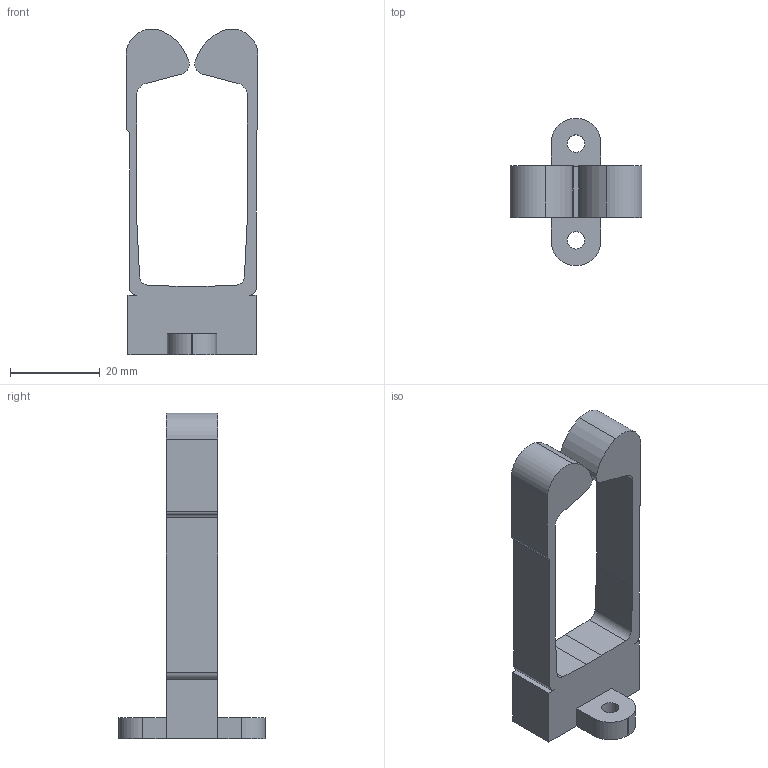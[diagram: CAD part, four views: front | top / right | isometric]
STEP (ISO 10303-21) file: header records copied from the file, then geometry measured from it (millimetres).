
FILE_DESCRIPTION(/* description */ (''),/* implementation_level */ '2;1');
FILE_NAME(/* name */ 'G01204NS_00__specification__G01204NS_DI_GI1204NS_00A___stp.stp',/* time_stamp */ '2016-03-31T15:46:12-04:00',/* author */ (''),/* organization */ (''),/* preprocessor_version */ 'ST-DEVELOPER v15',/* originating_system */ 'SIEMENS PLM Software NX 8.5',/* authorisation */ '');
FILE_SCHEMA (('AP203_CONFIGURATION_CONTROLLED_3D_DESIGN_OF_MECHANICAL_PARTS_AND_ASSEMBLIES_MIM_LF { 1 0 10303 403 2 1 2}'));
Length unit declared in the file: inch
Products named in the file (1): dfa360C13D8wxw2
Bounding box: 29.43 x 32.77 x 72.75 mm (x, y, z)
Volume: 11171.1 mm3; surface area: 6416.1 mm2
Topology: 1 solids, 1 shells, 50 faces, 144 edges, 96 vertices
Faces by surface type: plane 27, cylinder 23
Full cylindrical faces by diameter (mm): 3.912 x2
Entity records: 1746 total; most frequent: DIRECTION 290, CARTESIAN_POINT 289, ORIENTED_EDGE 284, EDGE_CURVE 142, AXIS2_PLACEMENT_3D 97, VERTEX_POINT 96, LINE 96, VECTOR 96
